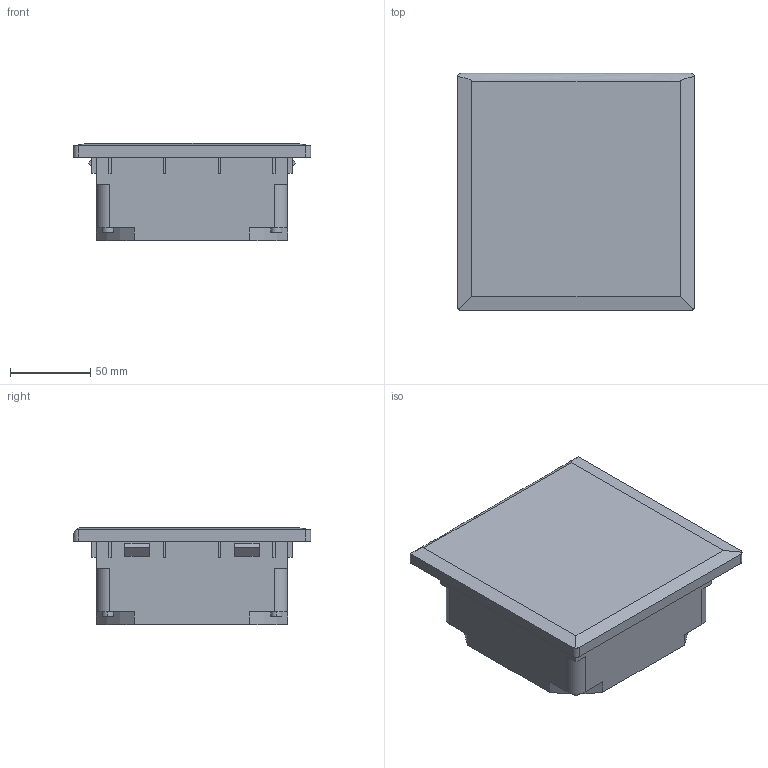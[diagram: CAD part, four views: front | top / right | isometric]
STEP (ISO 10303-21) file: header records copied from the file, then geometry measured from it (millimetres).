
FILE_DESCRIPTION (( 'STEP AP214' ), '1' );
FILE_NAME ('YVR10-65-55.STEP', '2024-06-06T12:52:29', ( '' ), ( '' ), 'SwSTEP 2.0', 'SolidWorks 2022', '' );
FILE_SCHEMA (( 'AUTOMOTIVE_DESIGN' ));
Length unit declared in the file: millimetre
Products named in the file (1): YVR10-65-55
Bounding box: 148 x 148 x 60.5 mm (x, y, z)
Volume: 911891.3 mm3; surface area: 73878.6 mm2
Topology: 1 solids, 1 shells, 155 faces, 408 edges, 272 vertices
Faces by surface type: plane 118, cylinder 36, bspline 1
Entity records: 4934 total; most frequent: CARTESIAN_POINT 1020, ORIENTED_EDGE 816, DIRECTION 774, EDGE_CURVE 408, VECTOR 328, LINE 328, VERTEX_POINT 272, AXIS2_PLACEMENT_3D 223
